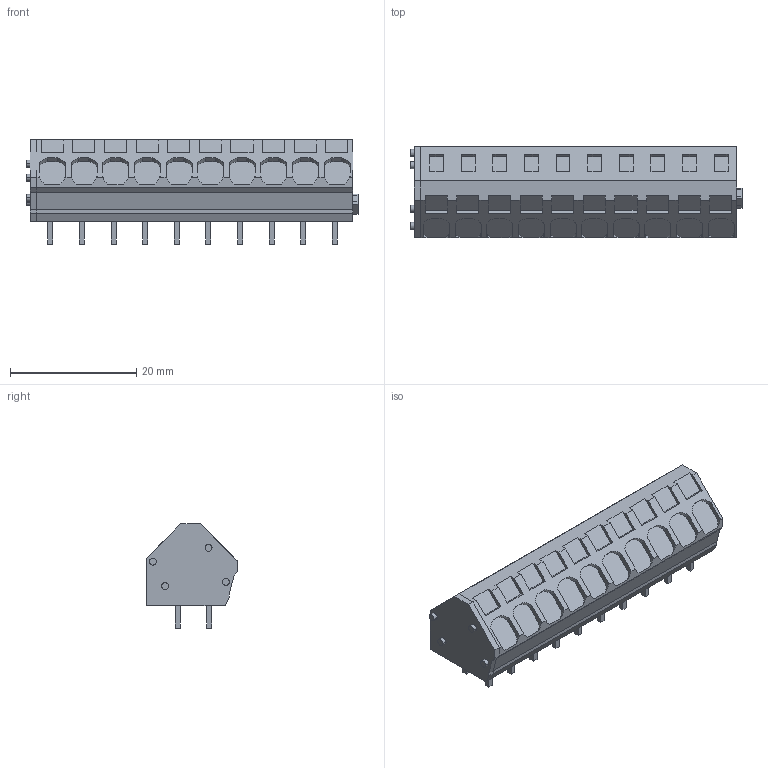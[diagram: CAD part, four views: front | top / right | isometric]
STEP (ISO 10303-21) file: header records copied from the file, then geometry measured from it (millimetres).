
FILE_DESCRIPTION(('CATIA V5R20 STEP214','CAx-IF Rec.Pracs.--- Model Styling and Organization---1.4--- 2014-01-23'),'2;1');
FILE_NAME ('026341-3_0', '2019-03-13T07:06:47+00:00', ('Weidmueller Interface'), ('Weidmueller'), 'CATIA Version 5-6 Release 2016 SP3 HF44', 'CATIA V5 STEP AP214', 'none');
FILE_SCHEMA(('AUTOMOTIVE_DESIGN { 1 0 10303 214 1 1 1 1 }'));
Length unit declared in the file: millimetre
Products named in the file (1): 1914070000
Bounding box: 52.5 x 14.5 x 16.48 mm (x, y, z)
Volume: 7234.8 mm3; surface area: 4101.9 mm2
Topology: 22 solids, 42 shells, 607 faces, 1554 edges, 1046 vertices
Faces by surface type: plane 441, cylinder 166
Entity records: 16672 total; most frequent: CARTESIAN_POINT 3444, ORIENTED_EDGE 3108, DIRECTION 1980, EDGE_CURVE 1554, VECTOR 1192, LINE 1192, VERTEX_POINT 1046, EDGE_LOOP 630
